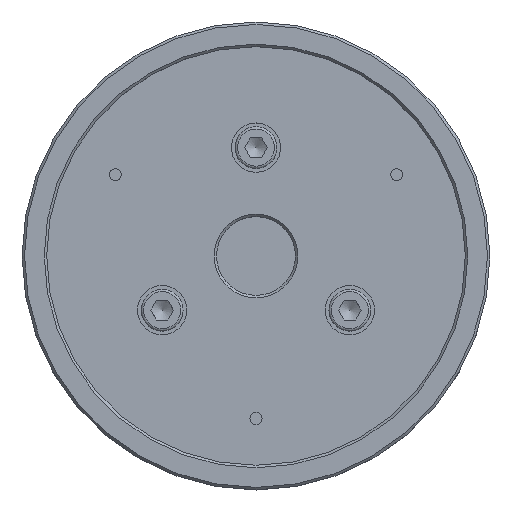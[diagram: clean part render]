
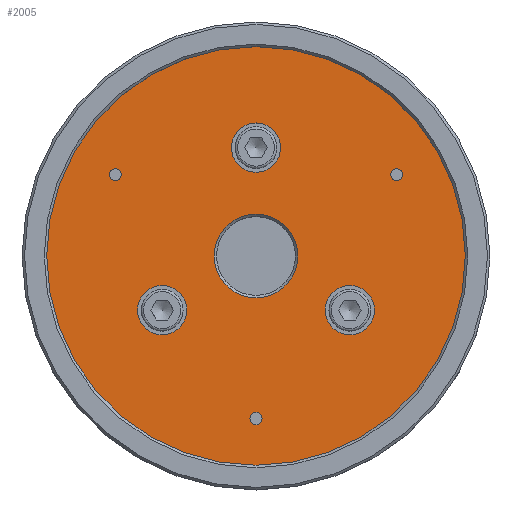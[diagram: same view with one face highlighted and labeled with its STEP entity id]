
A CAD part, top view. The second image highlights one B-rep face of the part: STEP entity #2005.
In plain terms, the highlighted face is planar.
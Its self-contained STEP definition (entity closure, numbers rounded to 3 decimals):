
#290=PLANE('',#2285);
#424=FACE_BOUND('',#856,.T.);
#425=FACE_BOUND('',#857,.T.);
#426=FACE_BOUND('',#858,.T.);
#427=FACE_BOUND('',#859,.T.);
#428=FACE_BOUND('',#860,.T.);
#429=FACE_BOUND('',#861,.T.);
#430=FACE_BOUND('',#862,.T.);
#611=FACE_OUTER_BOUND('',#855,.T.);
#855=EDGE_LOOP('',(#1764));
#856=EDGE_LOOP('',(#1765));
#857=EDGE_LOOP('',(#1766));
#858=EDGE_LOOP('',(#1767));
#859=EDGE_LOOP('',(#1768));
#860=EDGE_LOOP('',(#1769));
#861=EDGE_LOOP('',(#1770));
#862=EDGE_LOOP('',(#1771));
#995=CIRCLE('',#2261,42.5);
#1010=CIRCLE('',#2284,8.5);
#1011=CIRCLE('',#2286,1.23);
#1012=CIRCLE('',#2287,1.23);
#1013=CIRCLE('',#2288,1.23);
#1014=CIRCLE('',#2289,5.);
#1015=CIRCLE('',#2290,5.);
#1016=CIRCLE('',#2291,5.);
#1165=VERTEX_POINT('',#3678);
#1180=VERTEX_POINT('',#3716);
#1181=VERTEX_POINT('',#3719);
#1182=VERTEX_POINT('',#3721);
#1183=VERTEX_POINT('',#3723);
#1184=VERTEX_POINT('',#3725);
#1185=VERTEX_POINT('',#3727);
#1186=VERTEX_POINT('',#3729);
#1371=EDGE_CURVE('',#1165,#1165,#995,.T.);
#1386=EDGE_CURVE('',#1180,#1180,#1010,.T.);
#1387=EDGE_CURVE('',#1181,#1181,#1011,.T.);
#1388=EDGE_CURVE('',#1182,#1182,#1012,.T.);
#1389=EDGE_CURVE('',#1183,#1183,#1013,.T.);
#1390=EDGE_CURVE('',#1184,#1184,#1014,.T.);
#1391=EDGE_CURVE('',#1185,#1185,#1015,.T.);
#1392=EDGE_CURVE('',#1186,#1186,#1016,.T.);
#1764=ORIENTED_EDGE('',*,*,#1371,.T.);
#1765=ORIENTED_EDGE('',*,*,#1387,.T.);
#1766=ORIENTED_EDGE('',*,*,#1388,.T.);
#1767=ORIENTED_EDGE('',*,*,#1389,.T.);
#1768=ORIENTED_EDGE('',*,*,#1390,.T.);
#1769=ORIENTED_EDGE('',*,*,#1391,.T.);
#1770=ORIENTED_EDGE('',*,*,#1392,.T.);
#1771=ORIENTED_EDGE('',*,*,#1386,.F.);
#2005=ADVANCED_FACE('',(#611,#424,#425,#426,#427,#428,#429,#430),#290,.T.);
#2261=AXIS2_PLACEMENT_3D('',#3679,#2822,#2823);
#2284=AXIS2_PLACEMENT_3D('',#3717,#2868,#2869);
#2285=AXIS2_PLACEMENT_3D('',#3718,#2870,#2871);
#2286=AXIS2_PLACEMENT_3D('',#3720,#2872,#2873);
#2287=AXIS2_PLACEMENT_3D('',#3722,#2874,#2875);
#2288=AXIS2_PLACEMENT_3D('',#3724,#2876,#2877);
#2289=AXIS2_PLACEMENT_3D('',#3726,#2878,#2879);
#2290=AXIS2_PLACEMENT_3D('',#3728,#2880,#2881);
#2291=AXIS2_PLACEMENT_3D('',#3730,#2882,#2883);
#2822=DIRECTION('center_axis',(1.,0.,0.));
#2823=DIRECTION('ref_axis',(0.,0.,-1.));
#2868=DIRECTION('center_axis',(1.,0.,0.));
#2869=DIRECTION('ref_axis',(0.,-1.,0.));
#2870=DIRECTION('center_axis',(1.,0.,0.));
#2871=DIRECTION('ref_axis',(0.,0.,-1.));
#2872=DIRECTION('center_axis',(-1.,0.,0.));
#2873=DIRECTION('ref_axis',(0.,0.,-1.));
#2874=DIRECTION('center_axis',(-1.,0.,0.));
#2875=DIRECTION('ref_axis',(0.,0.866,0.5));
#2876=DIRECTION('center_axis',(-1.,0.,0.));
#2877=DIRECTION('ref_axis',(0.,-0.866,0.5));
#2878=DIRECTION('center_axis',(-1.,0.,0.));
#2879=DIRECTION('ref_axis',(0.,0.,-1.));
#2880=DIRECTION('center_axis',(-1.,0.,0.));
#2881=DIRECTION('ref_axis',(0.,0.866,0.5));
#2882=DIRECTION('center_axis',(-1.,0.,0.));
#2883=DIRECTION('ref_axis',(0.,-0.866,0.5));
#3678=CARTESIAN_POINT('',(-3.137,39.119,0.));
#3679=CARTESIAN_POINT('Origin',(-3.137,-3.381,0.));
#3716=CARTESIAN_POINT('',(-3.137,5.119,0.));
#3717=CARTESIAN_POINT('Origin',(-3.137,-3.381,0.));
#3718=CARTESIAN_POINT('Origin',(-3.137,4.619,0.));
#3719=CARTESIAN_POINT('',(-3.137,29.619,-1.23));
#3720=CARTESIAN_POINT('Origin',(-3.137,29.619,0.));
#3721=CARTESIAN_POINT('',(-3.137,-18.816,29.194));
#3722=CARTESIAN_POINT('Origin',(-3.137,-19.881,28.579));
#3723=CARTESIAN_POINT('',(-3.137,-20.946,-27.964));
#3724=CARTESIAN_POINT('Origin',(-3.137,-19.881,-28.579));
#3725=CARTESIAN_POINT('',(-3.137,-25.381,-5.));
#3726=CARTESIAN_POINT('Origin',(-3.137,-25.381,0.));
#3727=CARTESIAN_POINT('',(-3.137,11.949,-16.553));
#3728=CARTESIAN_POINT('Origin',(-3.137,7.619,-19.053));
#3729=CARTESIAN_POINT('',(-3.137,3.289,21.553));
#3730=CARTESIAN_POINT('Origin',(-3.137,7.619,19.053));
